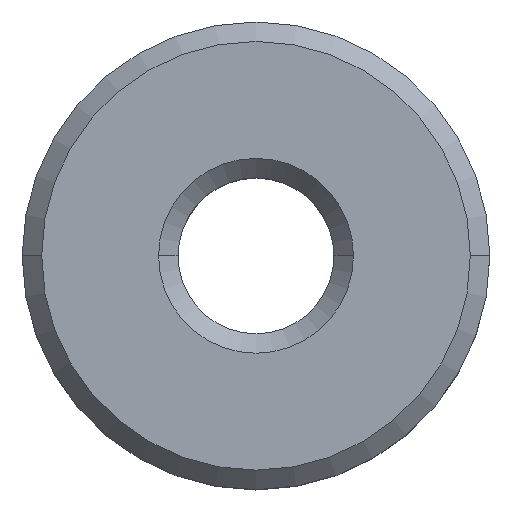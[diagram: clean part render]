
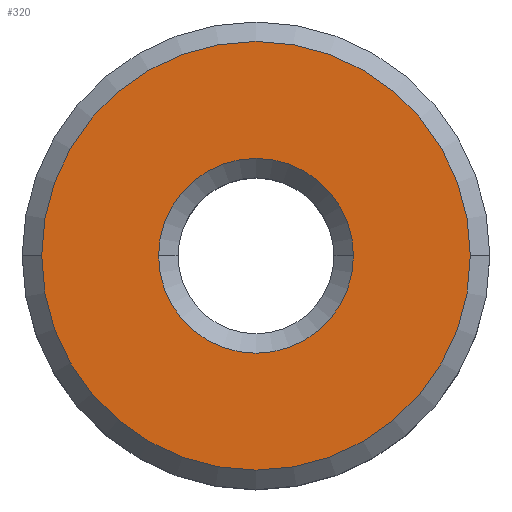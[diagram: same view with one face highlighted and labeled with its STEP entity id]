
A CAD part, top view. The second image highlights one B-rep face of the part: STEP entity #320.
In plain terms, the highlighted planar face has unit normal (0, 0, 1).
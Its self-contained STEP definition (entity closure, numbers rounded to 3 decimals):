
#1 = EDGE_LOOP ( 'NONE', ( #109, #183 ) ) ;
#2 = AXIS2_PLACEMENT_3D ( 'NONE', #28, #328, #53 ) ;
#22 = CARTESIAN_POINT ( 'NONE',  ( 0., 0., 3. ) ) ;
#28 = CARTESIAN_POINT ( 'NONE',  ( 0., 0., 3. ) ) ;
#36 = CARTESIAN_POINT ( 'NONE',  ( 0., 0., 3. ) ) ;
#53 = DIRECTION ( 'NONE',  ( 1., 0., 0. ) ) ;
#73 = CIRCLE ( 'NONE', #2, 2.75 ) ;
#74 = CARTESIAN_POINT ( 'NONE',  ( -2.75, 0., 3. ) ) ;
#88 = DIRECTION ( 'NONE',  ( 0., 0., 1. ) ) ;
#98 = CARTESIAN_POINT ( 'NONE',  ( 0., 0., 3. ) ) ;
#109 = ORIENTED_EDGE ( 'NONE', *, *, #380, .T. ) ;
#114 = VERTEX_POINT ( 'NONE', #151 ) ;
#147 = DIRECTION ( 'NONE',  ( 1., 0., 0. ) ) ;
#150 = DIRECTION ( 'NONE',  ( 0., 0., -1. ) ) ;
#151 = CARTESIAN_POINT ( 'NONE',  ( -1.25, 0., 3. ) ) ;
#156 = DIRECTION ( 'NONE',  ( 1., 0., 0. ) ) ;
#166 = EDGE_CURVE ( 'NONE', #218, #114, #355, .T. ) ;
#174 = CIRCLE ( 'NONE', #375, 1.25 ) ;
#181 = AXIS2_PLACEMENT_3D ( 'NONE', #36, #264, #408 ) ;
#183 = ORIENTED_EDGE ( 'NONE', *, *, #189, .T. ) ;
#189 = EDGE_CURVE ( 'NONE', #431, #286, #321, .T. ) ;
#190 = DIRECTION ( 'NONE',  ( 1., 0., 0. ) ) ;
#218 = VERTEX_POINT ( 'NONE', #448 ) ;
#219 = ORIENTED_EDGE ( 'NONE', *, *, #166, .T. ) ;
#227 = FACE_BOUND ( 'NONE', #249, .T. ) ;
#234 = CARTESIAN_POINT ( 'NONE',  ( 0., 0., 3. ) ) ;
#236 = PLANE ( 'NONE',  #423 ) ;
#249 = EDGE_LOOP ( 'NONE', ( #219, #403 ) ) ;
#250 = FACE_OUTER_BOUND ( 'NONE', #1, .T. ) ;
#264 = DIRECTION ( 'NONE',  ( 0., 0., 1. ) ) ;
#270 = DIRECTION ( 'NONE',  ( 0., 0., -1. ) ) ;
#286 = VERTEX_POINT ( 'NONE', #74 ) ;
#289 = AXIS2_PLACEMENT_3D ( 'NONE', #98, #270, #156 ) ;
#318 = EDGE_CURVE ( 'NONE', #114, #218, #174, .T. ) ;
#320 = ADVANCED_FACE ( 'NONE', ( #227, #250 ), #236, .T. ) ;
#321 = CIRCLE ( 'NONE', #181, 2.75 ) ;
#328 = DIRECTION ( 'NONE',  ( 0., 0., 1. ) ) ;
#355 = CIRCLE ( 'NONE', #289, 1.25 ) ;
#375 = AXIS2_PLACEMENT_3D ( 'NONE', #22, #150, #147 ) ;
#380 = EDGE_CURVE ( 'NONE', #286, #431, #73, .T. ) ;
#403 = ORIENTED_EDGE ( 'NONE', *, *, #318, .T. ) ;
#408 = DIRECTION ( 'NONE',  ( 1., 0., 0. ) ) ;
#423 = AXIS2_PLACEMENT_3D ( 'NONE', #234, #88, #190 ) ;
#431 = VERTEX_POINT ( 'NONE', #441 ) ;
#441 = CARTESIAN_POINT ( 'NONE',  ( 2.75, 0., 3. ) ) ;
#448 = CARTESIAN_POINT ( 'NONE',  ( 1.25, 0., 3. ) ) ;
